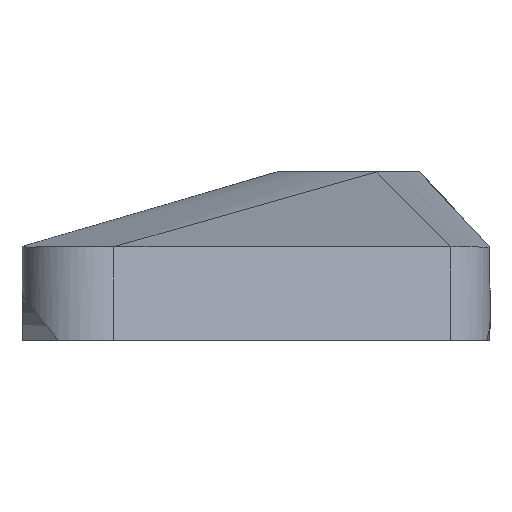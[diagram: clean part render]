
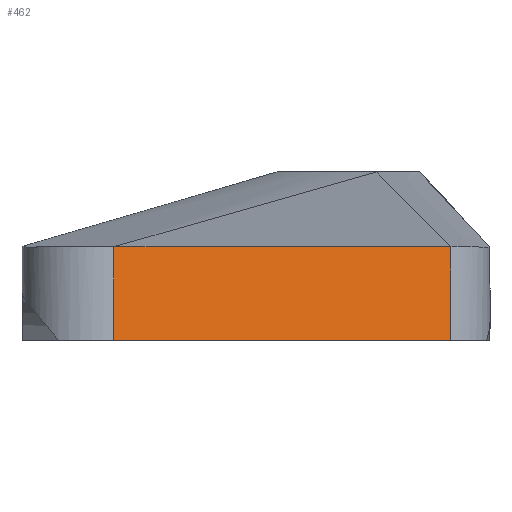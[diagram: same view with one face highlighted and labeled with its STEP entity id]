
A CAD part, left-side view. The second image highlights one B-rep face of the part: STEP entity #462.
In plain terms, the highlighted planar face has unit normal (-0.915, -0.403, 0).
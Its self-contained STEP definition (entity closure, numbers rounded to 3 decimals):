
#82=FACE_OUTER_BOUND('',#111,.T.);
#111=EDGE_LOOP('',(#411,#412,#413,#414));
#132=LINE('',#886,#169);
#135=LINE('',#893,#172);
#143=LINE('',#919,#180);
#148=LINE('',#930,#185);
#169=VECTOR('',#582,10.);
#172=VECTOR('',#591,10.);
#180=VECTOR('',#613,10.);
#185=VECTOR('',#630,10.);
#200=VERTEX_POINT('',#683);
#204=VERTEX_POINT('',#733);
#222=VERTEX_POINT('',#885);
#223=VERTEX_POINT('',#890);
#268=EDGE_CURVE('',#200,#222,#132,.T.);
#273=EDGE_CURVE('',#223,#204,#135,.T.);
#285=EDGE_CURVE('',#222,#223,#143,.T.);
#290=EDGE_CURVE('',#204,#200,#148,.T.);
#411=ORIENTED_EDGE('',*,*,#285,.T.);
#412=ORIENTED_EDGE('',*,*,#273,.T.);
#413=ORIENTED_EDGE('',*,*,#290,.T.);
#414=ORIENTED_EDGE('',*,*,#268,.T.);
#435=PLANE('',#517);
#462=ADVANCED_FACE('',(#82),#435,.T.);
#517=AXIS2_PLACEMENT_3D('',#934,#636,#637);
#582=DIRECTION('',(0.,0.,-1.));
#591=DIRECTION('',(0.,0.,1.));
#613=DIRECTION('',(0.403,-0.915,0.));
#630=DIRECTION('',(-0.403,0.915,0.));
#636=DIRECTION('center_axis',(-0.915,-0.403,0.));
#637=DIRECTION('ref_axis',(0.,0.,1.));
#683=CARTESIAN_POINT('',(-70.681,15.181,10.01));
#733=CARTESIAN_POINT('',(-54.84,-20.819,10.));
#885=CARTESIAN_POINT('',(-70.68,15.181,0.));
#886=CARTESIAN_POINT('',(-70.68,15.181,10.));
#890=CARTESIAN_POINT('',(-54.84,-20.819,0.));
#893=CARTESIAN_POINT('',(-54.84,-20.819,10.));
#919=CARTESIAN_POINT('',(-62.893,-2.515,0.));
#930=CARTESIAN_POINT('',(-60.633,-7.653,10.));
#934=CARTESIAN_POINT('Origin',(-62.76,-2.819,5.));
